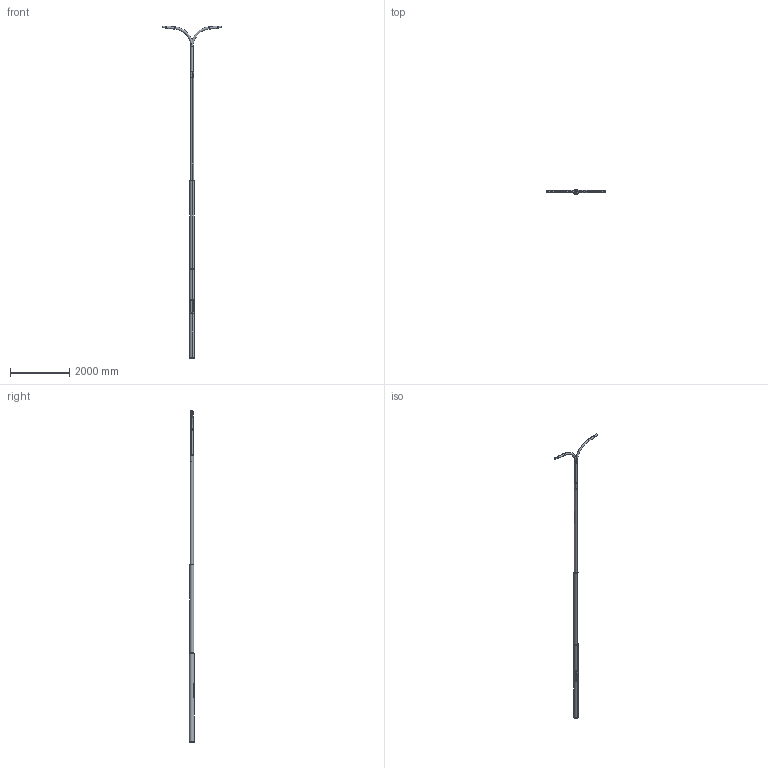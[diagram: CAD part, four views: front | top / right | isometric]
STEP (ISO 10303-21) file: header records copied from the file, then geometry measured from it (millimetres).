
FILE_DESCRIPTION (( 'STEP AP214' ), '1' );
FILE_NAME ('110630KGXS T210B210O 4608163 T-VARTINEN OLAKEPYLVÄS_3D.step', '2022-05-28T14:33:07', ( '' ), ( '' ), 'SwSTEP 2.0', 'SolidWorks 2021', '' );
FILE_SCHEMA (( 'AUTOMOTIVE_DESIGN' ));
Length unit declared in the file: millimetre
Products named in the file (17): 139,7X3,6 PYÖREÄPUTKI-VÄLI_168-139-114 VŽLIPUTKI TASALATVA-2400; socket head cap screw_din_DIN 912 M6 x 16 --- 16N; 110630KGXS T210B210O 4608163 T-VARTINEN OLAKEPYLVÄS_3D; OLAKERUNKO_B210O; KYTKENTÄAUKON LATTARAUTA_LATTA 4X20X100; socket set screw cone point_din_DIN 914 - M10 x 20-N; KYTKENTÄAUKON LATTARAUTA_LATTA 4X20X120; SOVITERENGAS OLAKEVARSI_SOVITERENGAS D76-D114; OLAKE T-VARREN PIDEMPI AIHIO_T210BO; OLAKEVARREN LATTA_LATTA 3X14X200; LATTA 5X16X460 KYTKENTÄAUKON VAHVIKE_C 1; 114,3X3,6 PY烼E鵬UTKI-LATVA_114,3X3,6 LATVAPUTKI-3700; YKSI R_KYTKENTÄAUKON LUUKKU_LUUKKU D168,3; OLAKEVARREN LATTA_LATTA 3X9,5X200; 168,3X4,0 PYÖREÄPUTKI-TYVI_168 TYVIPUTKI TASALATVA-3000; OLAKE T-VARREN LYHYEMPI AIHIO_T210BO; T-OLAKEVARSI_T210BO
Assembly tree (23 placements, depth 3):
  110630KGXS T210B210O 4608163 T-VARTINEN OLAKEPYLVÄS_3D
    OLAKERUNKO_B210O
      168,3X4,0 PYÖREÄPUTKI-TYVI_168 TYVIPUTKI TASALATVA-3000
      139,7X3,6 PYÖREÄPUTKI-VÄLI_168-139-114 VŽLIPUTKI TASALATVA-2400
      114,3X3,6 PY烼E鵬UTKI-LATVA_114,3X3,6 LATVAPUTKI-3700
      socket set screw cone point_din_DIN 914 - M10 x 20-N  x3
      YKSI R_KYTKENTÄAUKON LUUKKU_LUUKKU D168,3
      socket head cap screw_din_DIN 912 M6 x 16 --- 16N  x4
      KYTKENTÄAUKON LATTARAUTA_LATTA 4X20X120
      LATTA 5X16X460 KYTKENTÄAUKON VAHVIKE_C 1  x2
      KYTKENTÄAUKON LATTARAUTA_LATTA 4X20X100
    T-OLAKEVARSI_T210BO
      OLAKE T-VARREN PIDEMPI AIHIO_T210BO
      OLAKE T-VARREN LYHYEMPI AIHIO_T210BO
      SOVITERENGAS OLAKEVARSI_SOVITERENGAS D76-D114
      OLAKEVARREN LATTA_LATTA 3X14X200
      OLAKEVARREN LATTA_LATTA 3X9,5X200  x2
Bounding box: 2005.29 x 175.8 x 11229.96 mm (x, y, z)
Volume: 17957754.6 mm3; surface area: 10069933.4 mm2
Topology: 21 solids, 21 shells, 346 faces, 807 edges, 492 vertices
Faces by surface type: plane 158, cylinder 96, cone 52, torus 35, bspline 5
Entity records: 11520 total; most frequent: CARTESIAN_POINT 5505, DIRECTION 1132, ORIENTED_EDGE 1086, EDGE_CURVE 543, AXIS2_PLACEMENT_3D 432, VERTEX_POINT 337, LINE 268, VECTOR 268
